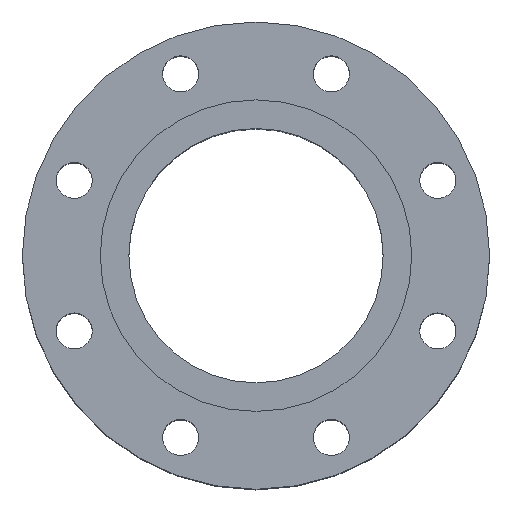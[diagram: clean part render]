
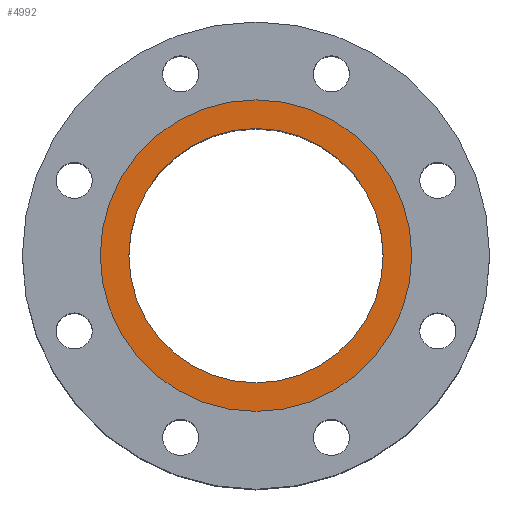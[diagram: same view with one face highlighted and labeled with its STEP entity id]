
A CAD part, top view. The second image highlights one B-rep face of the part: STEP entity #4992.
In plain terms, the highlighted planar face has unit normal (0, 0, 1).
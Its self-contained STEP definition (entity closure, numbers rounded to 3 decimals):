
#273 = VERTEX_POINT ( 'NONE', #24661 ) ;
#1125 = ORIENTED_EDGE ( 'NONE', *, *, #15204, .F. ) ;
#1357 = DIRECTION ( 'NONE',  ( 0., 0., -1. ) ) ;
#2123 = EDGE_CURVE ( 'NONE', #24587, #12380, #28418, .T. ) ;
#2416 = CIRCLE ( 'NONE', #11992, 77.55 ) ;
#2905 = DIRECTION ( 'NONE',  ( 1., 0., 0. ) ) ;
#3659 = CARTESIAN_POINT ( 'NONE',  ( -95., 0., 0. ) ) ;
#4141 = DIRECTION ( 'NONE',  ( 0., 0., 1. ) ) ;
#4636 = DIRECTION ( 'NONE',  ( 0., 0., 1. ) ) ;
#4992 = ADVANCED_FACE ( 'NONE', ( #17713, #8272 ), #8719, .F. ) ;
#6553 = EDGE_LOOP ( 'NONE', ( #11312, #29055 ) ) ;
#7792 = CIRCLE ( 'NONE', #14511, 95. ) ;
#7814 = AXIS2_PLACEMENT_3D ( 'NONE', #10846, #8591, #27052 ) ;
#8272 = FACE_OUTER_BOUND ( 'NONE', #6553, .T. ) ;
#8446 = VERTEX_POINT ( 'NONE', #28369 ) ;
#8591 = DIRECTION ( 'NONE',  ( 0., 0., 1. ) ) ;
#8719 = PLANE ( 'NONE',  #19283 ) ;
#9487 = EDGE_CURVE ( 'NONE', #12380, #24587, #7792, .T. ) ;
#9612 = CIRCLE ( 'NONE', #18645, 77.55 ) ;
#10846 = CARTESIAN_POINT ( 'NONE',  ( 0., 0., 0. ) ) ;
#11312 = ORIENTED_EDGE ( 'NONE', *, *, #9487, .T. ) ;
#11992 = AXIS2_PLACEMENT_3D ( 'NONE', #20202, #4141, #29362 ) ;
#12380 = VERTEX_POINT ( 'NONE', #27953 ) ;
#14511 = AXIS2_PLACEMENT_3D ( 'NONE', #20638, #16272, #2905 ) ;
#15160 = CARTESIAN_POINT ( 'NONE',  ( 0., 95., 0. ) ) ;
#15204 = EDGE_CURVE ( 'NONE', #273, #8446, #2416, .T. ) ;
#16196 = EDGE_CURVE ( 'NONE', #8446, #273, #9612, .T. ) ;
#16272 = DIRECTION ( 'NONE',  ( 0., 0., 1. ) ) ;
#17411 = ORIENTED_EDGE ( 'NONE', *, *, #16196, .F. ) ;
#17713 = FACE_BOUND ( 'NONE', #20417, .T. ) ;
#18645 = AXIS2_PLACEMENT_3D ( 'NONE', #25197, #4636, #29544 ) ;
#19283 = AXIS2_PLACEMENT_3D ( 'NONE', #15160, #1357, #22362 ) ;
#20202 = CARTESIAN_POINT ( 'NONE',  ( 0., 0., 0. ) ) ;
#20417 = EDGE_LOOP ( 'NONE', ( #17411, #1125 ) ) ;
#20638 = CARTESIAN_POINT ( 'NONE',  ( 0., 0., 0. ) ) ;
#22362 = DIRECTION ( 'NONE',  ( -1., 0., 0. ) ) ;
#24587 = VERTEX_POINT ( 'NONE', #3659 ) ;
#24661 = CARTESIAN_POINT ( 'NONE',  ( -77.55, 0., 0. ) ) ;
#25197 = CARTESIAN_POINT ( 'NONE',  ( 0., 0., 0. ) ) ;
#27052 = DIRECTION ( 'NONE',  ( 1., 0., 0. ) ) ;
#27953 = CARTESIAN_POINT ( 'NONE',  ( 95., 0., 0. ) ) ;
#28369 = CARTESIAN_POINT ( 'NONE',  ( 77.55, 0., 0. ) ) ;
#28418 = CIRCLE ( 'NONE', #7814, 95. ) ;
#29055 = ORIENTED_EDGE ( 'NONE', *, *, #2123, .T. ) ;
#29362 = DIRECTION ( 'NONE',  ( 1., 0., 0. ) ) ;
#29544 = DIRECTION ( 'NONE',  ( 1., 0., 0. ) ) ;
